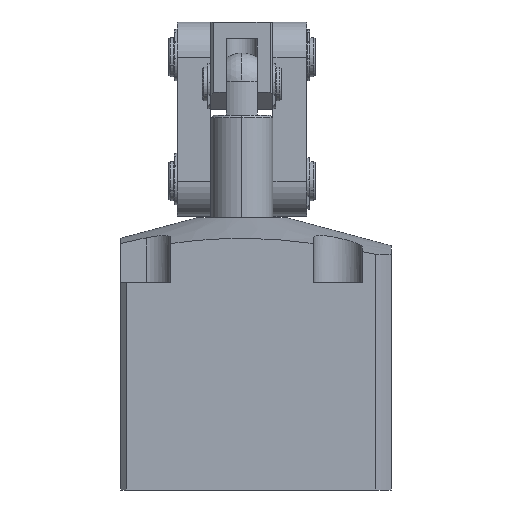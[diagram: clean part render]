
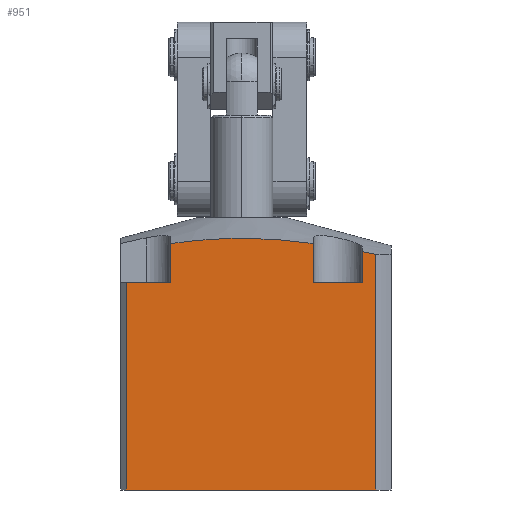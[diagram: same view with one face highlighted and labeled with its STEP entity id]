
A CAD part, front view. The second image highlights one B-rep face of the part: STEP entity #951.
In plain terms, the highlighted planar face has unit normal (0, -1, 0).
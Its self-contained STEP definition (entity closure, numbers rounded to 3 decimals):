
#55 = B_SPLINE_CURVE_WITH_KNOTS ( 'NONE', 3,
 ( #3882, #3883, #3888, #3889, #3890, #3891, #3892, #3893, #3894, #3895, #3896, #3897 ),
 .UNSPECIFIED., .F., .F.,
 ( 4, 2, 2, 2, 2, 4 ),
 ( 0.166, 0.173, 0.179, 0.192, 0.204, 0.217 ),
 .UNSPECIFIED. ) ;
#338 = CARTESIAN_POINT ( 'NONE',  ( 0., -43., 0. ) ) ;
#339 = DIRECTION ( 'NONE',  ( 1., 0., 0. ) ) ;
#951 = ADVANCED_FACE ( 'NONE', ( #7151 ), #6762, .F. ) ;
#1324 = DIRECTION ( 'NONE',  ( -1., 0., 0. ) ) ;
#1331 = CARTESIAN_POINT ( 'NONE',  ( -43., -43., 73.5 ) ) ;
#2048 = B_SPLINE_CURVE_WITH_KNOTS ( 'NONE', 3,
 ( #10096, #10097, #10102, #10103 ),
 .UNSPECIFIED., .F., .F.,
 ( 4, 4 ),
 ( 0.144, 0.149 ),
 .UNSPECIFIED. ) ;
#2466 = CARTESIAN_POINT ( 'NONE',  ( 47.403, -43., 0. ) ) ;
#2467 = CARTESIAN_POINT ( 'NONE',  ( -41., -43., 0. ) ) ;
#2471 = CARTESIAN_POINT ( 'NONE',  ( 25.25, -43., 87.426 ) ) ;
#2489 = CARTESIAN_POINT ( 'NONE',  ( -25.25, -43., 87.426 ) ) ;
#2490 = CARTESIAN_POINT ( 'NONE',  ( 47.403, -43., 83.638 ) ) ;
#2494 = CARTESIAN_POINT ( 'NONE',  ( 42.75, -43., 84.54 ) ) ;
#2506 = CARTESIAN_POINT ( 'NONE',  ( -25.25, -43., 73.5 ) ) ;
#2507 = CARTESIAN_POINT ( 'NONE',  ( -41., -43., 73.5 ) ) ;
#2509 = CARTESIAN_POINT ( 'NONE',  ( 42.75, -43., 73.5 ) ) ;
#2513 = CARTESIAN_POINT ( 'NONE',  ( 25.25, -43., 73.5 ) ) ;
#2733 = ORIENTED_EDGE ( 'NONE', *, *, #7687, .T. ) ;
#2734 = ORIENTED_EDGE ( 'NONE', *, *, #8863, .T. ) ;
#2735 = ORIENTED_EDGE ( 'NONE', *, *, #8711, .T. ) ;
#2736 = ORIENTED_EDGE ( 'NONE', *, *, #8948, .F. ) ;
#2737 = ORIENTED_EDGE ( 'NONE', *, *, #9163, .T. ) ;
#2738 = ORIENTED_EDGE ( 'NONE', *, *, #9123, .F. ) ;
#2739 = ORIENTED_EDGE ( 'NONE', *, *, #8942, .T. ) ;
#2740 = ORIENTED_EDGE ( 'NONE', *, *, #9128, .T. ) ;
#2741 = ORIENTED_EDGE ( 'NONE', *, *, #8477, .T. ) ;
#2742 = ORIENTED_EDGE ( 'NONE', *, *, #8862, .F. ) ;
#3093 = VERTEX_POINT ( 'NONE', #2466 ) ;
#3094 = VERTEX_POINT ( 'NONE', #2467 ) ;
#3106 = VERTEX_POINT ( 'NONE', #2471 ) ;
#3127 = VERTEX_POINT ( 'NONE', #2489 ) ;
#3128 = VERTEX_POINT ( 'NONE', #2490 ) ;
#3132 = VERTEX_POINT ( 'NONE', #2494 ) ;
#3146 = VERTEX_POINT ( 'NONE', #2506 ) ;
#3147 = VERTEX_POINT ( 'NONE', #2507 ) ;
#3149 = VERTEX_POINT ( 'NONE', #2509 ) ;
#3153 = VERTEX_POINT ( 'NONE', #2513 ) ;
#3882 = CARTESIAN_POINT ( 'NONE',  ( 25.25, -43., 87.426 ) ) ;
#3883 = CARTESIAN_POINT ( 'NONE',  ( 23.144, -43., 87.712 ) ) ;
#3888 = CARTESIAN_POINT ( 'NONE',  ( 21.032, -43., 87.971 ) ) ;
#3889 = CARTESIAN_POINT ( 'NONE',  ( 16.814, -43., 88.427 ) ) ;
#3890 = CARTESIAN_POINT ( 'NONE',  ( 14.706, -43., 88.622 ) ) ;
#3891 = CARTESIAN_POINT ( 'NONE',  ( 8.384, -43., 89.099 ) ) ;
#3892 = CARTESIAN_POINT ( 'NONE',  ( 4.172, -43., 89.266 ) ) ;
#3893 = CARTESIAN_POINT ( 'NONE',  ( -4.245, -43., 89.264 ) ) ;
#3894 = CARTESIAN_POINT ( 'NONE',  ( -8.45, -43., 89.095 ) ) ;
#3895 = CARTESIAN_POINT ( 'NONE',  ( -16.854, -43., 88.459 ) ) ;
#3896 = CARTESIAN_POINT ( 'NONE',  ( -21.053, -43., 87.995 ) ) ;
#3897 = CARTESIAN_POINT ( 'NONE',  ( -25.25, -43., 87.426 ) ) ;
#5104 = AXIS2_PLACEMENT_3D ( 'NONE', #6758, #6764, #6765 ) ;
#5661 = CARTESIAN_POINT ( 'NONE',  ( -25.25, -43., 73.5 ) ) ;
#5672 = DIRECTION ( 'NONE',  ( 0., 0., 1. ) ) ;
#5673 = CARTESIAN_POINT ( 'NONE',  ( -41., -43., 96.5 ) ) ;
#5674 = DIRECTION ( 'NONE',  ( 0., 0., -1. ) ) ;
#5870 = CARTESIAN_POINT ( 'NONE',  ( 25.25, -43., 73.5 ) ) ;
#5882 = DIRECTION ( 'NONE',  ( -1., 0., 0. ) ) ;
#6758 = CARTESIAN_POINT ( 'NONE',  ( 0., -43., 96.5 ) ) ;
#6762 = PLANE ( 'NONE',  #5104 ) ;
#6764 = DIRECTION ( 'NONE',  ( 0., 1., 0. ) ) ;
#6765 = DIRECTION ( 'NONE',  ( 0., 0., 1. ) ) ;
#6967 = EDGE_LOOP ( 'NONE', ( #2733, #2734, #2735, #2736, #2737, #2738, #2739, #2740, #2741, #2742 ) ) ;
#7151 = FACE_OUTER_BOUND ( 'NONE', #6967, .T. ) ;
#7420 = LINE ( 'NONE', #1331, #7423 ) ;
#7423 = VECTOR ( 'NONE', #1324, 1000. ) ;
#7687 = EDGE_CURVE ( 'NONE', #3146, #3147, #7420, .T. ) ;
#7941 = LINE ( 'NONE', #338, #7944 ) ;
#7944 = VECTOR ( 'NONE', #339, 1000. ) ;
#8173 = LINE ( 'NONE', #5661, #8180 ) ;
#8179 = LINE ( 'NONE', #5673, #8182 ) ;
#8180 = VECTOR ( 'NONE', #5672, 1000. ) ;
#8182 = VECTOR ( 'NONE', #5674, 1000. ) ;
#8305 = LINE ( 'NONE', #5870, #8314 ) ;
#8314 = VECTOR ( 'NONE', #5882, 1000. ) ;
#8321 = LINE ( 'NONE', #9693, #8323 ) ;
#8323 = VECTOR ( 'NONE', #9694, 1000. ) ;
#8477 = EDGE_CURVE ( 'NONE', #3106, #3127, #55, .T. ) ;
#8711 = EDGE_CURVE ( 'NONE', #3094, #3093, #7941, .T. ) ;
#8862 = EDGE_CURVE ( 'NONE', #3146, #3127, #8173, .T. ) ;
#8863 = EDGE_CURVE ( 'NONE', #3147, #3094, #8179, .T. ) ;
#8942 = EDGE_CURVE ( 'NONE', #3149, #3153, #8305, .T. ) ;
#8948 = EDGE_CURVE ( 'NONE', #3128, #3093, #8321, .T. ) ;
#9123 = EDGE_CURVE ( 'NONE', #3149, #3132, #9280, .T. ) ;
#9128 = EDGE_CURVE ( 'NONE', #3153, #3106, #9289, .T. ) ;
#9163 = EDGE_CURVE ( 'NONE', #3128, #3132, #2048, .T. ) ;
#9280 = LINE ( 'NONE', #10002, #9283 ) ;
#9283 = VECTOR ( 'NONE', #10003, 1000. ) ;
#9289 = LINE ( 'NONE', #10012, #9292 ) ;
#9292 = VECTOR ( 'NONE', #10013, 1000. ) ;
#9693 = CARTESIAN_POINT ( 'NONE',  ( 47.403, -43., 96.5 ) ) ;
#9694 = DIRECTION ( 'NONE',  ( 0., 0., -1. ) ) ;
#10002 = CARTESIAN_POINT ( 'NONE',  ( 42.75, -43., 73.5 ) ) ;
#10003 = DIRECTION ( 'NONE',  ( 0., 0., 1. ) ) ;
#10012 = CARTESIAN_POINT ( 'NONE',  ( 25.25, -43., 73.5 ) ) ;
#10013 = DIRECTION ( 'NONE',  ( 0., 0., 1. ) ) ;
#10096 = CARTESIAN_POINT ( 'NONE',  ( 47.403, -43., 83.638 ) ) ;
#10097 = CARTESIAN_POINT ( 'NONE',  ( 45.853, -43., 83.946 ) ) ;
#10102 = CARTESIAN_POINT ( 'NONE',  ( 44.303, -43., 84.247 ) ) ;
#10103 = CARTESIAN_POINT ( 'NONE',  ( 42.75, -43., 84.54 ) ) ;
